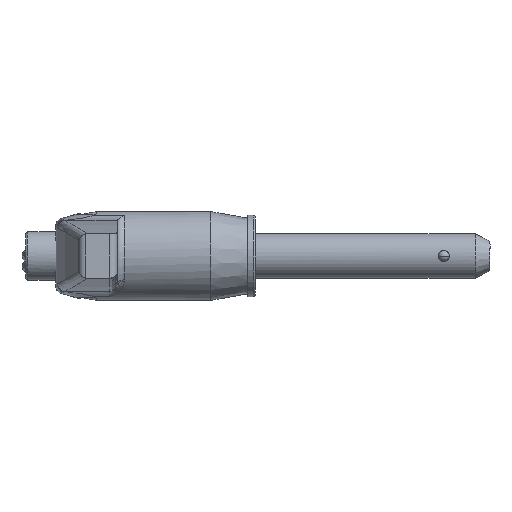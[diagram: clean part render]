
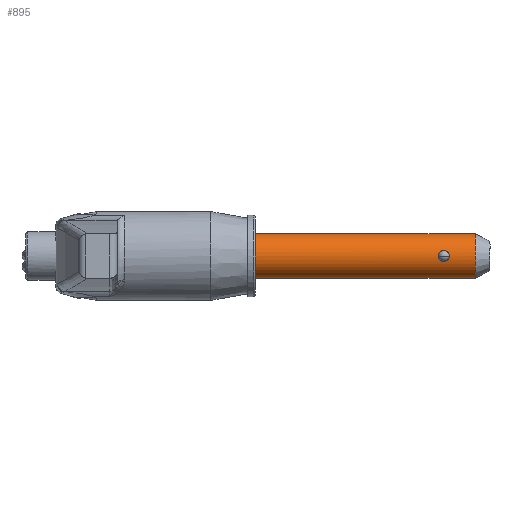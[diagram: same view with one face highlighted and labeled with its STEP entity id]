
A CAD part, left-side view. The second image highlights one B-rep face of the part: STEP entity #895.
In plain terms, the highlighted cylindrical face has radius 3 mm (diameter 6 mm), a partial arc.
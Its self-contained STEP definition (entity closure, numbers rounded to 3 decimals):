
#2 = ORIENTED_EDGE ( 'NONE', *, *, #4046, .T. ) ;
#99 = CARTESIAN_POINT ( 'NONE',  ( 0., -3., 0. ) ) ;
#147 = AXIS2_PLACEMENT_3D ( 'NONE', #3668, #985, #1642 ) ;
#184 = DIRECTION ( 'NONE',  ( 1., 0., 0. ) ) ;
#282 = EDGE_CURVE ( 'NONE', #1133, #1235, #2229, .T. ) ;
#320 = VERTEX_POINT ( 'NONE', #3446 ) ;
#345 = ORIENTED_EDGE ( 'NONE', *, *, #282, .T. ) ;
#388 = CARTESIAN_POINT ( 'NONE',  ( -34.058, 0.668, -2.928 ) ) ;
#428 = CARTESIAN_POINT ( 'NONE',  ( -35.18, -0.197, -2.995 ) ) ;
#468 = CARTESIAN_POINT ( 'NONE',  ( -35.105, -0.378, -2.977 ) ) ;
#554 = CARTESIAN_POINT ( 'NONE',  ( 0., 0., 0. ) ) ;
#764 = CARTESIAN_POINT ( 'NONE',  ( -34.911, -0.6, -2.94 ) ) ;
#840 = CARTESIAN_POINT ( 'NONE',  ( -33.795, -0.379, -2.977 ) ) ;
#879 = FACE_OUTER_BOUND ( 'NONE', #2072, .T. ) ;
#895 = ADVANCED_FACE ( 'NONE', ( #879, #1555 ), #1901, .T. ) ;
#985 = DIRECTION ( 'NONE',  ( 1., 0., 0. ) ) ;
#991 = CARTESIAN_POINT ( 'NONE',  ( -38.7, 3., 0. ) ) ;
#1103 = CARTESIAN_POINT ( 'NONE',  ( -33.7, 0.199, -3. ) ) ;
#1122 = CARTESIAN_POINT ( 'NONE',  ( -33.7, -0.1, -3. ) ) ;
#1133 = VERTEX_POINT ( 'NONE', #4271 ) ;
#1199 = DIRECTION ( 'NONE',  ( 0., 1., 0. ) ) ;
#1208 = VECTOR ( 'NONE', #3659, 1000. ) ;
#1235 = VERTEX_POINT ( 'NONE', #991 ) ;
#1321 = CARTESIAN_POINT ( 'NONE',  ( -35.18, 0.197, -2.995 ) ) ;
#1351 = EDGE_LOOP ( 'NONE', ( #2516, #2228 ) ) ;
#1386 = CARTESIAN_POINT ( 'NONE',  ( -35.2, 0., -3. ) ) ;
#1424 = VERTEX_POINT ( 'NONE', #1878 ) ;
#1471 = CARTESIAN_POINT ( 'NONE',  ( -34.252, -0.73, -2.91 ) ) ;
#1520 = AXIS2_PLACEMENT_3D ( 'NONE', #554, #184, #1199 ) ;
#1526 = ORIENTED_EDGE ( 'NONE', *, *, #2493, .F. ) ;
#1538 = DIRECTION ( 'NONE',  ( 1., 0., 0. ) ) ;
#1555 = FACE_BOUND ( 'NONE', #1351, .T. ) ;
#1599 = CARTESIAN_POINT ( 'NONE',  ( -8.95, 0., 0. ) ) ;
#1642 = DIRECTION ( 'NONE',  ( 0., 1., 0. ) ) ;
#1758 = LINE ( 'NONE', #99, #1208 ) ;
#1780 = CARTESIAN_POINT ( 'NONE',  ( -33.7, 0., -3. ) ) ;
#1801 = CARTESIAN_POINT ( 'NONE',  ( -35.2, 0., -3. ) ) ;
#1841 = CARTESIAN_POINT ( 'NONE',  ( -33.989, -0.599, -2.94 ) ) ;
#1878 = CARTESIAN_POINT ( 'NONE',  ( -33.7, 0., -3. ) ) ;
#1901 = CYLINDRICAL_SURFACE ( 'NONE', #1520, 3. ) ;
#2013 = CARTESIAN_POINT ( 'NONE',  ( -35.2, 0.098, -3. ) ) ;
#2072 = EDGE_LOOP ( 'NONE', ( #2751, #345, #2, #1526 ) ) ;
#2085 = VERTEX_POINT ( 'NONE', #3912 ) ;
#2097 = CARTESIAN_POINT ( 'NONE',  ( -34.829, -0.655, -2.928 ) ) ;
#2105 = B_SPLINE_CURVE_WITH_KNOTS ( 'NONE', 3,
 ( #1386, #2013, #1321, #3331, #3658, #3351, #2382, #3373, #388, #3785, #1103, #1780 ),
 .UNSPECIFIED., .F., .F.,
 ( 4, 2, 2, 2, 2, 4 ),
 ( 0.002, 0.003, 0.003, 0.004, 0.004, 0.005 ),
 .UNSPECIFIED. ) ;
#2140 = CARTESIAN_POINT ( 'NONE',  ( -35.2, -0.098, -3. ) ) ;
#2160 = CARTESIAN_POINT ( 'NONE',  ( -33.7, 0., -3. ) ) ;
#2228 = ORIENTED_EDGE ( 'NONE', *, *, #2333, .F. ) ;
#2229 = CIRCLE ( 'NONE', #147, 3. ) ;
#2333 = EDGE_CURVE ( 'NONE', #320, #1424, #2105, .T. ) ;
#2365 = EDGE_CURVE ( 'NONE', #1424, #320, #3043, .T. ) ;
#2382 = CARTESIAN_POINT ( 'NONE',  ( -34.648, 0.75, -2.905 ) ) ;
#2446 = CARTESIAN_POINT ( 'NONE',  ( -34.072, -0.655, -2.928 ) ) ;
#2467 = CARTESIAN_POINT ( 'NONE',  ( -33.72, -0.197, -2.995 ) ) ;
#2487 = CARTESIAN_POINT ( 'NONE',  ( -33.851, -0.462, -2.965 ) ) ;
#2493 = EDGE_CURVE ( 'NONE', #2085, #3770, #3945, .T. ) ;
#2516 = ORIENTED_EDGE ( 'NONE', *, *, #2365, .F. ) ;
#2687 = AXIS2_PLACEMENT_3D ( 'NONE', #1599, #1538, #3251 ) ;
#2751 = ORIENTED_EDGE ( 'NONE', *, *, #3060, .F. ) ;
#2810 = LINE ( 'NONE', #3822, #3790 ) ;
#3038 = CARTESIAN_POINT ( 'NONE',  ( -8.95, 3., 0. ) ) ;
#3043 = B_SPLINE_CURVE_WITH_KNOTS ( 'NONE', 3,
 ( #2160, #1122, #2467, #840, #2487, #1841, #2446, #1471, #3821, #3168, #4136, #2097, #764, #3477, #468, #428, #2140, #1801 ),
 .UNSPECIFIED., .F., .F.,
 ( 4, 2, 2, 2, 2, 2, 2, 2, 4 ),
 ( 0., 0., 0.001, 0.001, 0.001, 0.001, 0.002, 0.002, 0.002 ),
 .UNSPECIFIED. ) ;
#3060 = EDGE_CURVE ( 'NONE', #1133, #2085, #1758, .T. ) ;
#3168 = CARTESIAN_POINT ( 'NONE',  ( -34.548, -0.75, -2.905 ) ) ;
#3251 = DIRECTION ( 'NONE',  ( 0., 1., 0. ) ) ;
#3331 = CARTESIAN_POINT ( 'NONE',  ( -35.105, 0.378, -2.977 ) ) ;
#3351 = CARTESIAN_POINT ( 'NONE',  ( -34.842, 0.668, -2.928 ) ) ;
#3373 = CARTESIAN_POINT ( 'NONE',  ( -34.252, 0.75, -2.905 ) ) ;
#3446 = CARTESIAN_POINT ( 'NONE',  ( -35.2, 0., -3. ) ) ;
#3477 = CARTESIAN_POINT ( 'NONE',  ( -35.05, -0.461, -2.965 ) ) ;
#3658 = CARTESIAN_POINT ( 'NONE',  ( -35.05, 0.461, -2.965 ) ) ;
#3659 = DIRECTION ( 'NONE',  ( 1., 0., 0. ) ) ;
#3668 = CARTESIAN_POINT ( 'NONE',  ( -38.7, 0., 0. ) ) ;
#3770 = VERTEX_POINT ( 'NONE', #3038 ) ;
#3785 = CARTESIAN_POINT ( 'NONE',  ( -33.782, 0.393, -2.977 ) ) ;
#3790 = VECTOR ( 'NONE', #3843, 1000. ) ;
#3821 = CARTESIAN_POINT ( 'NONE',  ( -34.351, -0.75, -2.905 ) ) ;
#3822 = CARTESIAN_POINT ( 'NONE',  ( 0., 3., 0. ) ) ;
#3843 = DIRECTION ( 'NONE',  ( 1., 0., 0. ) ) ;
#3912 = CARTESIAN_POINT ( 'NONE',  ( -8.95, -3., 0. ) ) ;
#3945 = CIRCLE ( 'NONE', #2687, 3. ) ;
#4046 = EDGE_CURVE ( 'NONE', #1235, #3770, #2810, .T. ) ;
#4136 = CARTESIAN_POINT ( 'NONE',  ( -34.646, -0.731, -2.91 ) ) ;
#4271 = CARTESIAN_POINT ( 'NONE',  ( -38.7, -3., 0. ) ) ;
